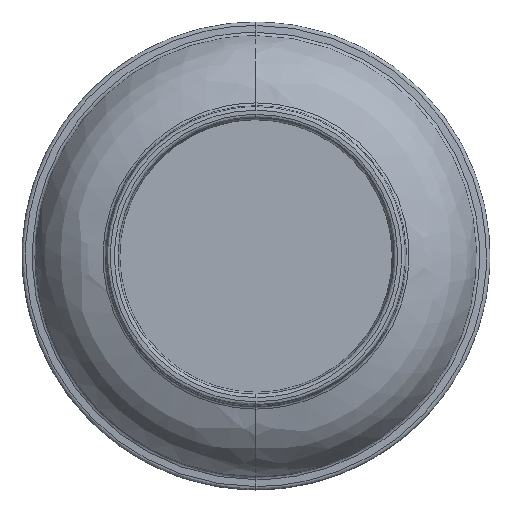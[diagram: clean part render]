
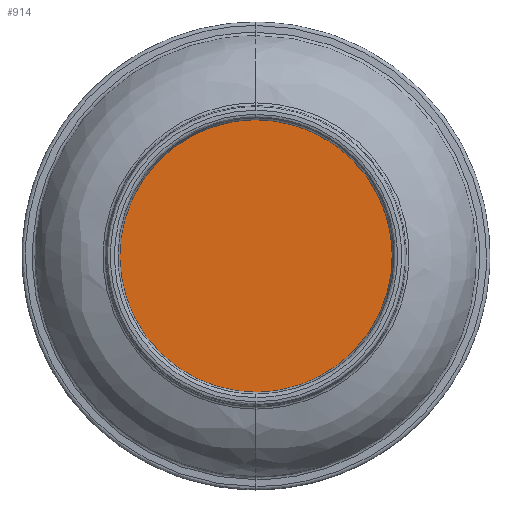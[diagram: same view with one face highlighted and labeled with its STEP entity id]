
A CAD part, front view. The second image highlights one B-rep face of the part: STEP entity #914.
In plain terms, the highlighted free-form (B-spline) face has degree [1, 1] with [2, 2] control points.
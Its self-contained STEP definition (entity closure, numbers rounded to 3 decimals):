
#242 = VERTEX_POINT('',#243);
#243 = CARTESIAN_POINT('',(0.,-48.073,-135.277));
#257 = VERTEX_POINT('',#258);
#258 = CARTESIAN_POINT('',(0.,-48.073,
    135.277));
#263 = EDGE_CURVE('',#242,#257,#264,.T.);
#264 = ( BOUNDED_CURVE() B_SPLINE_CURVE(2,(#265,#266,#267,#268,#269),
.UNSPECIFIED.,.F.,.F.) B_SPLINE_CURVE_WITH_KNOTS((3,2,3),(3.142,
4.712,6.283),.PIECEWISE_BEZIER_KNOTS.) CURVE() 
GEOMETRIC_REPRESENTATION_ITEM() RATIONAL_B_SPLINE_CURVE((1.,
0.707,1.,0.707,1.)) REPRESENTATION_ITEM('') );
#265 = CARTESIAN_POINT('',(0.,-48.073,
    -135.277));
#266 = CARTESIAN_POINT('',(-135.277,-48.073,
    -135.277));
#267 = CARTESIAN_POINT('',(-135.277,-48.073,
    0.));
#268 = CARTESIAN_POINT('',(-135.277,-48.073,
    135.277));
#269 = CARTESIAN_POINT('',(0.,-48.073,
    135.277));
#895 = EDGE_CURVE('',#257,#242,#896,.T.);
#896 = ( BOUNDED_CURVE() B_SPLINE_CURVE(2,(#897,#898,#899,#900,#901),
.UNSPECIFIED.,.F.,.F.) B_SPLINE_CURVE_WITH_KNOTS((3,2,3),(0.,
1.571,3.142),.PIECEWISE_BEZIER_KNOTS.) CURVE() 
GEOMETRIC_REPRESENTATION_ITEM() RATIONAL_B_SPLINE_CURVE((1.,
0.707,1.,0.707,1.)) REPRESENTATION_ITEM('') );
#897 = CARTESIAN_POINT('',(0.,-48.073,135.277));
#898 = CARTESIAN_POINT('',(135.277,-48.073,
    135.277));
#899 = CARTESIAN_POINT('',(135.277,-48.073,
    0.));
#900 = CARTESIAN_POINT('',(135.277,-48.073,
    -135.277));
#901 = CARTESIAN_POINT('',(0.,-48.073,
    -135.277));
#914 = ADVANCED_FACE('',(#915),#919,.T.);
#915 = FACE_BOUND('',#916,.T.);
#916 = EDGE_LOOP('',(#917,#918));
#917 = ORIENTED_EDGE('',*,*,#263,.F.);
#918 = ORIENTED_EDGE('',*,*,#895,.F.);
#919 = B_SPLINE_SURFACE_WITH_KNOTS('',1,1,(
    (#920,#921)
    ,(#922,#923
    )),.UNSPECIFIED.,.F.,.F.,.F.,(2,2),(2,2),(-110.,110.),(0.,220.),
  .PIECEWISE_BEZIER_KNOTS.);
#920 = CARTESIAN_POINT('',(-135.277,-48.073,
    135.277));
#921 = CARTESIAN_POINT('',(135.277,-48.073,
    135.277));
#922 = CARTESIAN_POINT('',(-135.277,-48.073,
    -135.277));
#923 = CARTESIAN_POINT('',(135.277,-48.073,
    -135.277));
